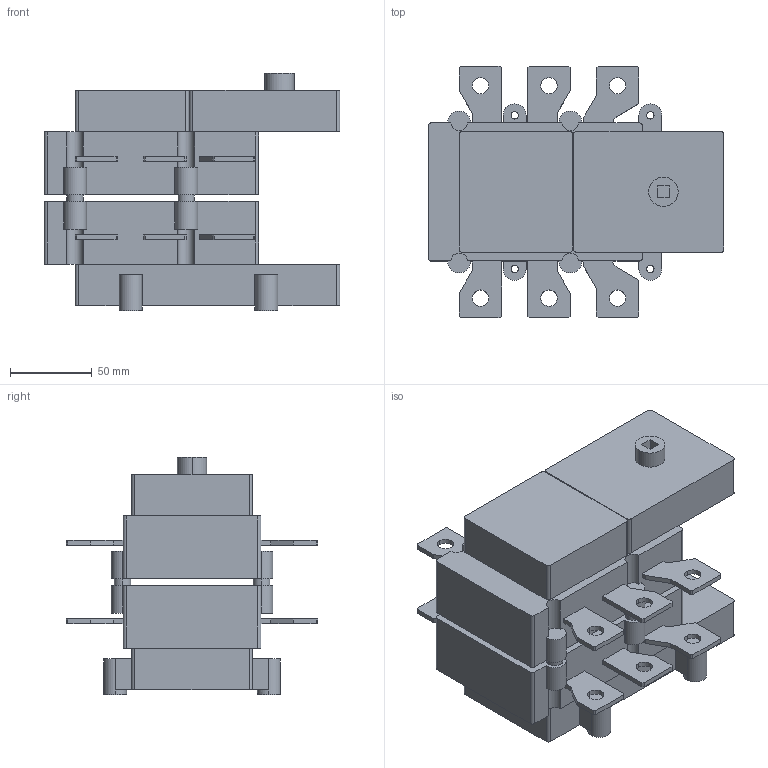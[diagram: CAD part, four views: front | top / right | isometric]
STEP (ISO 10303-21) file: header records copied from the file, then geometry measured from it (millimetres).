
FILE_DESCRIPTION((''),'2;1');
FILE_NAME('3d_GE0200E.stp','2013-07-10T14:27:14',(''),(''),'Mechanical Desktop 2011','Mechanical Desktop 2011',', , ');
FILE_SCHEMA(('CONFIG_CONTROL_DESIGN'));
Length unit declared in the file: millimetre
Products named in the file (1): Product
Bounding box: 181 x 154 x 145.5 mm (x, y, z)
Volume: 1514229.1 mm3; surface area: 152392.8 mm2
Topology: 13 solids, 13 shells, 303 faces, 1845 edges, 2541 vertices
Faces by surface type: plane 191, cylinder 78, bspline 34
Entity records: 16229 total; most frequent: CARTESIAN_POINT 4033, DIRECTION 2764, ORIENTED_EDGE 1680, VECTOR 1466, LINE 1466, TRIMMED_CURVE 968, EDGE_CURVE 840, AXIS2_PLACEMENT_3D 649
